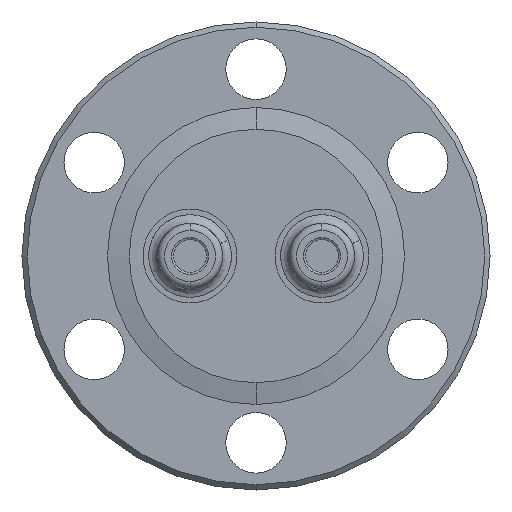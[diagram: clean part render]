
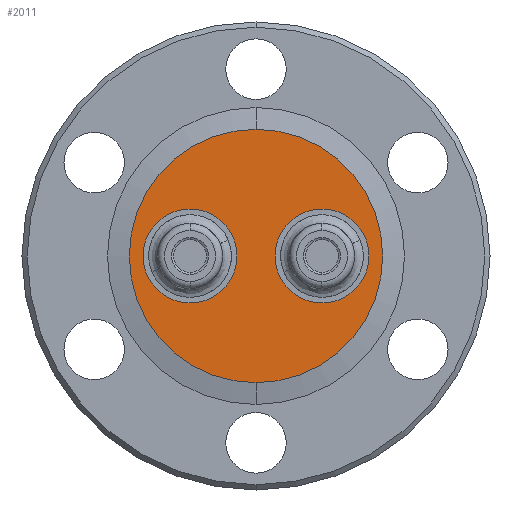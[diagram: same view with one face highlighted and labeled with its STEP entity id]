
A CAD part, front view. The second image highlights one B-rep face of the part: STEP entity #2011.
In plain terms, the highlighted planar face has unit normal (0, -1, 0).
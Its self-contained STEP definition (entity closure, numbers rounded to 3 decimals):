
#58 = CARTESIAN_POINT ( 'NONE',  ( 4.763, -5.944, 0. ) ) ;
#152 = EDGE_CURVE ( 'NONE', #362, #1410, #3432, .T. ) ;
#159 = CARTESIAN_POINT ( 'NONE',  ( -4.763, -5.944, 3.391 ) ) ;
#160 = CIRCLE ( 'NONE', #3676, 9.144 ) ;
#261 = CARTESIAN_POINT ( 'NONE',  ( 4.763, -5.944, 3.391 ) ) ;
#360 = EDGE_CURVE ( 'NONE', #3857, #648, #2159, .T. ) ;
#362 = VERTEX_POINT ( 'NONE', #159 ) ;
#389 = CARTESIAN_POINT ( 'NONE',  ( 0., -5.944, 9.144 ) ) ;
#483 = AXIS2_PLACEMENT_3D ( 'NONE', #58, #3627, #3623 ) ;
#614 = ORIENTED_EDGE ( 'NONE', *, *, #1611, .T. ) ;
#648 = VERTEX_POINT ( 'NONE', #4159 ) ;
#739 = DIRECTION ( 'NONE',  ( 0., 0., 1. ) ) ;
#760 = DIRECTION ( 'NONE',  ( 0., -1., 0. ) ) ;
#787 = CARTESIAN_POINT ( 'NONE',  ( 0., -5.944, 0. ) ) ;
#880 = DIRECTION ( 'NONE',  ( 0., -1., 0. ) ) ;
#888 = DIRECTION ( 'NONE',  ( 0., 0., 1. ) ) ;
#899 = CIRCLE ( 'NONE', #3473, 3.391 ) ;
#901 = VERTEX_POINT ( 'NONE', #1464 ) ;
#1008 = ORIENTED_EDGE ( 'NONE', *, *, #1336, .F. ) ;
#1073 = AXIS2_PLACEMENT_3D ( 'NONE', #2846, #1966, #2068 ) ;
#1336 = EDGE_CURVE ( 'NONE', #648, #3857, #899, .T. ) ;
#1410 = VERTEX_POINT ( 'NONE', #2575 ) ;
#1464 = CARTESIAN_POINT ( 'NONE',  ( 0., -5.944, -9.144 ) ) ;
#1577 = ORIENTED_EDGE ( 'NONE', *, *, #360, .F. ) ;
#1611 = EDGE_CURVE ( 'NONE', #901, #1920, #160, .T. ) ;
#1739 = ORIENTED_EDGE ( 'NONE', *, *, #3695, .T. ) ;
#1920 = VERTEX_POINT ( 'NONE', #389 ) ;
#1961 = CARTESIAN_POINT ( 'NONE',  ( 0., -5.944, 0. ) ) ;
#1966 = DIRECTION ( 'NONE',  ( 0., -1., 0. ) ) ;
#2011 = ADVANCED_FACE ( 'NONE', ( #2626, #2908, #2182 ), #2509, .F. ) ;
#2018 = CIRCLE ( 'NONE', #3156, 3.391 ) ;
#2068 = DIRECTION ( 'NONE',  ( 0., 0., 1. ) ) ;
#2126 = ORIENTED_EDGE ( 'NONE', *, *, #152, .F. ) ;
#2159 = CIRCLE ( 'NONE', #483, 3.391 ) ;
#2175 = ORIENTED_EDGE ( 'NONE', *, *, #4036, .F. ) ;
#2182 = FACE_OUTER_BOUND ( 'NONE', #3513, .T. ) ;
#2509 = PLANE ( 'NONE',  #3003 ) ;
#2575 = CARTESIAN_POINT ( 'NONE',  ( -4.763, -5.944, -3.391 ) ) ;
#2579 = CARTESIAN_POINT ( 'NONE',  ( 0., -5.944, 0. ) ) ;
#2583 = DIRECTION ( 'NONE',  ( 0., 1., 0. ) ) ;
#2587 = DIRECTION ( 'NONE',  ( 0., 0., 1. ) ) ;
#2626 = FACE_BOUND ( 'NONE', #3492, .T. ) ;
#2846 = CARTESIAN_POINT ( 'NONE',  ( -4.763, -5.944, 0. ) ) ;
#2908 = FACE_BOUND ( 'NONE', #3072, .T. ) ;
#3003 = AXIS2_PLACEMENT_3D ( 'NONE', #2579, #2583, #2587 ) ;
#3072 = EDGE_LOOP ( 'NONE', ( #1008, #1577 ) ) ;
#3156 = AXIS2_PLACEMENT_3D ( 'NONE', #3767, #3699, #3580 ) ;
#3202 = DIRECTION ( 'NONE',  ( 0., 0., 1. ) ) ;
#3333 = CARTESIAN_POINT ( 'NONE',  ( 4.763, -5.944, 0. ) ) ;
#3351 = DIRECTION ( 'NONE',  ( 0., -1., 0. ) ) ;
#3432 = CIRCLE ( 'NONE', #1073, 3.391 ) ;
#3473 = AXIS2_PLACEMENT_3D ( 'NONE', #3333, #3351, #3202 ) ;
#3492 = EDGE_LOOP ( 'NONE', ( #2175, #2126 ) ) ;
#3513 = EDGE_LOOP ( 'NONE', ( #614, #1739 ) ) ;
#3580 = DIRECTION ( 'NONE',  ( 0., 0., 1. ) ) ;
#3623 = DIRECTION ( 'NONE',  ( 0., 0., 1. ) ) ;
#3627 = DIRECTION ( 'NONE',  ( 0., -1., 0. ) ) ;
#3676 = AXIS2_PLACEMENT_3D ( 'NONE', #1961, #880, #888 ) ;
#3695 = EDGE_CURVE ( 'NONE', #1920, #901, #3937, .T. ) ;
#3699 = DIRECTION ( 'NONE',  ( 0., -1., 0. ) ) ;
#3767 = CARTESIAN_POINT ( 'NONE',  ( -4.763, -5.944, 0. ) ) ;
#3857 = VERTEX_POINT ( 'NONE', #261 ) ;
#3921 = AXIS2_PLACEMENT_3D ( 'NONE', #787, #760, #739 ) ;
#3937 = CIRCLE ( 'NONE', #3921, 9.144 ) ;
#4036 = EDGE_CURVE ( 'NONE', #1410, #362, #2018, .T. ) ;
#4159 = CARTESIAN_POINT ( 'NONE',  ( 4.763, -5.944, -3.391 ) ) ;
